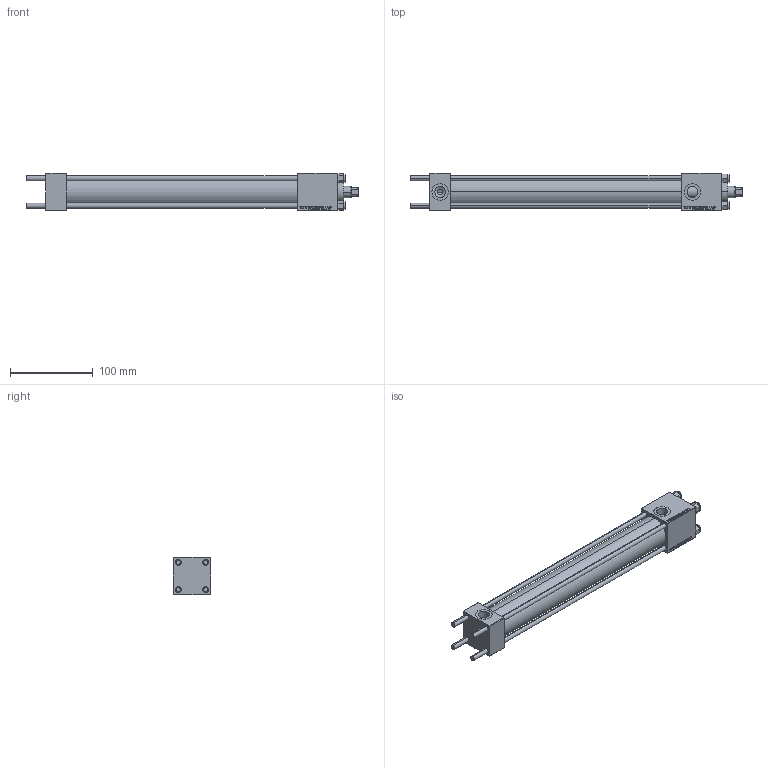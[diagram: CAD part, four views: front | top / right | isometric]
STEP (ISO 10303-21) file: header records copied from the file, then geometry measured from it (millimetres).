
FILE_DESCRIPTION (( 'STEP AP203' ), '1' );
FILE_NAME ('98f8.STEP', '2023-08-23T04:43:55', ( '' ), ( '' ), 'SwSTEP 2.0', 'SolidWorks 2019', '' );
FILE_SCHEMA (( 'CONFIG_CONTROL_DESIGN' ));
Length unit declared in the file: millimetre
Products named in the file (6): 98f8; V215CR_VCP ce4a04def38d480f75e41407339b0764; NUT_M5 ce4a04def38d480f75e41407339b0764; CR025_012_A_0_G_A_G_M_020_+#_##_TYCINKA ce4a04def38d480f75e41407339b0764; V215CR_BODY_A ce4a04def38d480f75e41407339b0764; V215_VC_A ce4a04def38d480f75e41407339b0764
Assembly tree (11 placements, depth 2):
  98f8
    V215CR_BODY_A ce4a04def38d480f75e41407339b0764
    CR025_012_A_0_G_A_G_M_020_+#_##_TYCINKA ce4a04def38d480f75e41407339b0764  x4
    NUT_M5 ce4a04def38d480f75e41407339b0764  x4
    V215CR_VCP ce4a04def38d480f75e41407339b0764
    V215_VC_A ce4a04def38d480f75e41407339b0764
Bounding box: 402 x 45 x 45 mm (x, y, z)
Volume: 335599.5 mm3; surface area: 150860.9 mm2
Topology: 11 solids, 11 shells, 1133 faces, 2855 edges, 1851 vertices
Faces by surface type: plane 519, bspline 392, cone 136, cylinder 78, torus 8
Entity records: 49901 total; most frequent: CARTESIAN_POINT 27060, ORIENTED_EDGE 5202, DIRECTION 3233, EDGE_CURVE 2601, VERTEX_POINT 1707, LINE 1585, VECTOR 1585, EDGE_LOOP 1140
